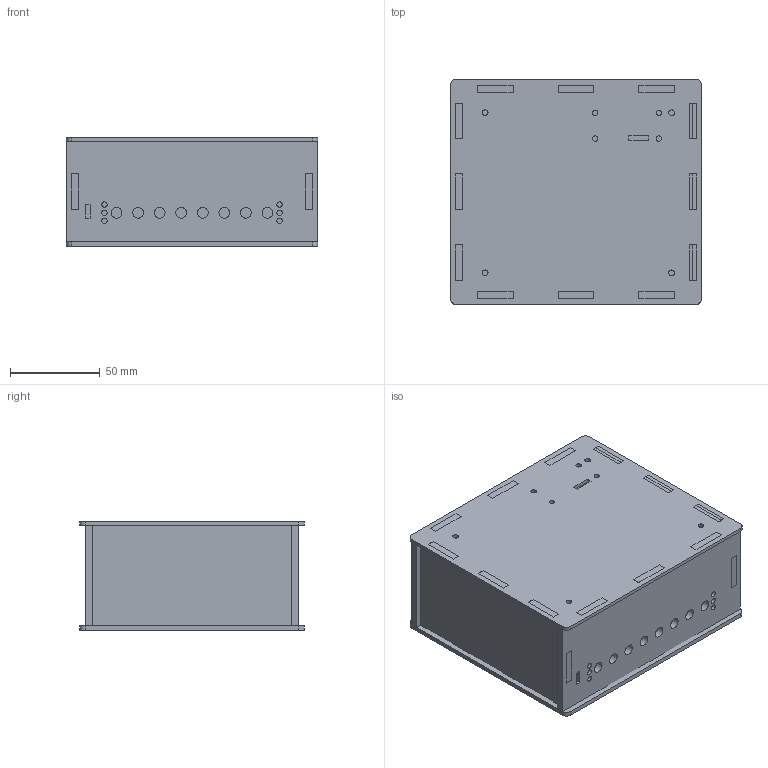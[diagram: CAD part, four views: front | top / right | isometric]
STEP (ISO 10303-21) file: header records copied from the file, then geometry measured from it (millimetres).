
FILE_DESCRIPTION(/* description */ (''),/* implementation_level */ '2;1');
FILE_NAME(/* name */ 'caceing v4.step',/* time_stamp */ '2022-06-29T18:41:23+05:30',/* author */ (''),/* organization */ (''),/* preprocessor_version */ 'ST-DEVELOPER v19',/* originating_system */ 'Autodesk Translation Framework v11.7.0.108',/* authorisation */ '');
FILE_SCHEMA (('AUTOMOTIVE_DESIGN { 1 0 10303 214 3 1 1 }'));
Length unit declared in the file: millimetre
Products named in the file (7): caceing; Component3; Component4; Component5; bottom panel; top plate; Component8
Assembly tree (6 placements, depth 2):
  caceing
    Component3
    Component4
    Component5
    bottom panel
    top plate
    Component8
Bounding box: 140 x 125 x 60.52 mm (x, y, z)
Volume: 189631.9 mm3; surface area: 137260.9 mm2
Topology: 6 solids, 6 shells, 306 faces, 916 edges, 622 vertices
Faces by surface type: plane 274, cylinder 32
Full cylindrical faces by diameter (mm): 3 x10, 3.2 x4, 6 x10
Entity records: 10663 total; most frequent: CARTESIAN_POINT 1857, ORIENTED_EDGE 1832, DIRECTION 1618, EDGE_CURVE 916, LINE 852, VECTOR 852, VERTEX_POINT 622, EDGE_LOOP 414
